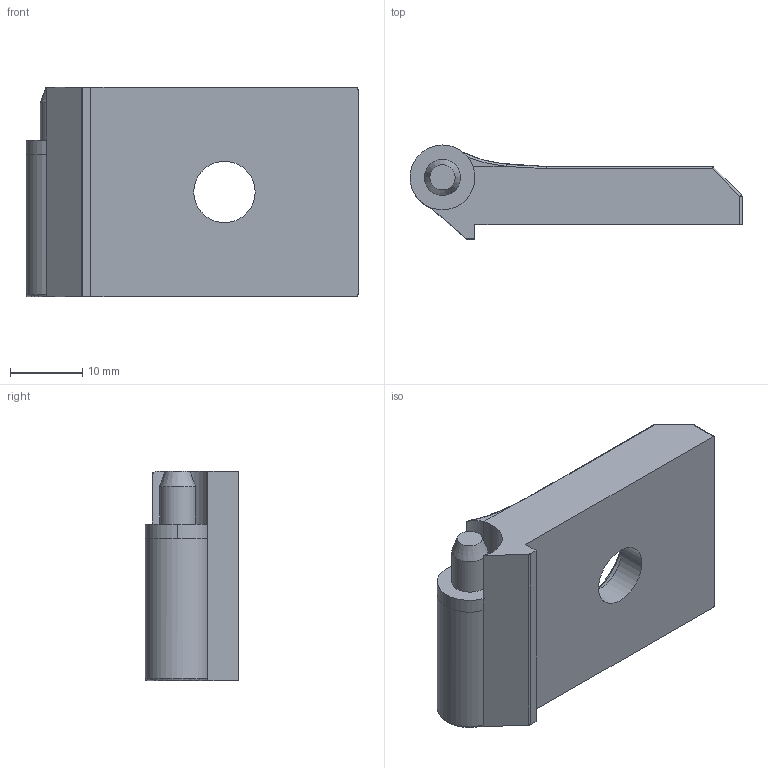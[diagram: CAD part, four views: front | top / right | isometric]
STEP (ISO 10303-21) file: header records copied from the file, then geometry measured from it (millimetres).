
FILE_DESCRIPTION(('FreeCAD Model'),'2;1');
FILE_NAME( 'rambo-lower-hinge.step' ,'2019-06-30T11:16:33',('Author'),(''), 'Open CASCADE STEP processor 7.3','FreeCAD','Unknown');
FILE_SCHEMA(('AUTOMOTIVE_DESIGN { 1 0 10303 214 1 1 1 1 }'));
Length unit declared in the file: millimetre
Products named in the file (1): rambo-lower-hinge
Bounding box: 46 x 13 x 29 mm (x, y, z)
Volume: 9369.1 mm3; surface area: 4118.1 mm2
Topology: 1 solids, 1 shells, 47 faces, 114 edges, 66 vertices
Faces by surface type: cylinder 17, plane 15, bspline 6, sphere 4, torus 3, extrusion 1, cone 1
Full cylindrical faces by diameter (mm): 5 x1, 8.5 x1, 17.25 x1
Entity records: 3242 total; most frequent: CARTESIAN_POINT 1042, DIRECTION 407, ORIENTED_EDGE 220, VECTOR 220, PCURVE 220, DEFINITIONAL_REPRESENTATION 220, LINE 219, EDGE_CURVE 110
